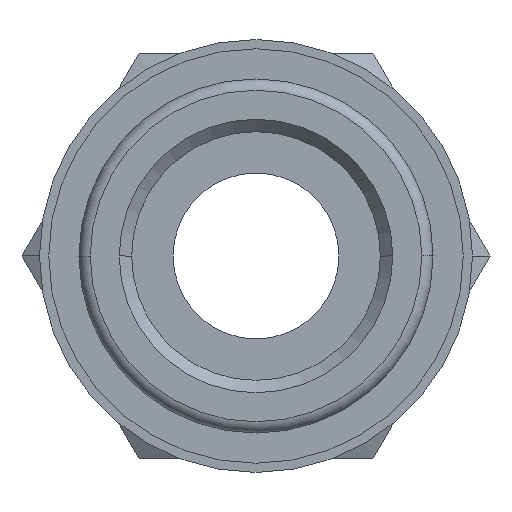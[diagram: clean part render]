
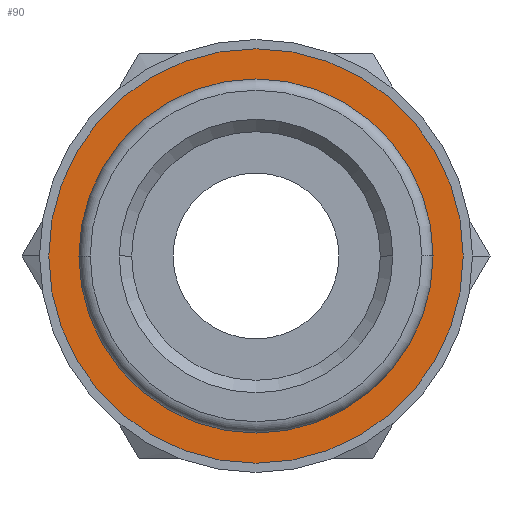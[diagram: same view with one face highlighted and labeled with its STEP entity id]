
A CAD part, front view. The second image highlights one B-rep face of the part: STEP entity #90.
In plain terms, the highlighted planar face has unit normal (0, -1, 0).
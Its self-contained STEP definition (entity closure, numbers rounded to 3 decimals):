
#90=ADVANCED_FACE('',(#234,#235),#236,.T.);
#234=FACE_BOUND('',#437,.T.);
#235=FACE_OUTER_BOUND('',#438,.T.);
#236=PLANE('',#439);
#437=EDGE_LOOP('',(#645,#646,#647));
#438=EDGE_LOOP('',(#648,#649));
#439=AXIS2_PLACEMENT_3D('',#650,#651,#652);
#645=ORIENTED_EDGE('',*,*,#1145,.T.);
#646=ORIENTED_EDGE('',*,*,#1146,.T.);
#647=ORIENTED_EDGE('',*,*,#1147,.T.);
#648=ORIENTED_EDGE('',*,*,#1148,.F.);
#649=ORIENTED_EDGE('',*,*,#1149,.F.);
#650=CARTESIAN_POINT('',(5.625,3.6,0.0));
#651=DIRECTION('',(-0.0,-1.0,-0.0));
#652=DIRECTION('',(-1.0,0.0,0.0));
#1145=EDGE_CURVE('',#1346,#1347,#1348,.T.);
#1146=EDGE_CURVE('',#1347,#1349,#1350,.T.);
#1147=EDGE_CURVE('',#1349,#1346,#1351,.T.);
#1148=EDGE_CURVE('',#1352,#1353,#1354,.T.);
#1149=EDGE_CURVE('',#1353,#1352,#1355,.T.);
#1346=VERTEX_POINT('',#1660);
#1347=VERTEX_POINT('',#1661);
#1348=CIRCLE('',#1662,9.156);
#1349=VERTEX_POINT('',#1663);
#1350=CIRCLE('',#1664,9.156);
#1351=CIRCLE('',#1665,9.156);
#1352=VERTEX_POINT('',#1666);
#1353=VERTEX_POINT('',#1667);
#1354=CIRCLE('',#1668,11.25);
#1355=CIRCLE('',#1669,11.25);
#1660=CARTESIAN_POINT('',(0.,3.6,9.156));
#1661=CARTESIAN_POINT('',(9.156,3.6,0.));
#1662=AXIS2_PLACEMENT_3D('',#2173,#2174,#2175);
#1663=CARTESIAN_POINT('',(-9.156,3.6,0.));
#1664=AXIS2_PLACEMENT_3D('',#2176,#2177,#2178);
#1665=AXIS2_PLACEMENT_3D('',#2179,#2180,#2181);
#1666=CARTESIAN_POINT('',(11.25,3.6,0.0));
#1667=CARTESIAN_POINT('',(-11.25,3.6,0.));
#1668=AXIS2_PLACEMENT_3D('',#2182,#2183,#2184);
#1669=AXIS2_PLACEMENT_3D('',#2185,#2186,#2187);
#2173=CARTESIAN_POINT('',(0.0,3.6,0.0));
#2174=DIRECTION('',(0.0,1.0,0.0));
#2175=DIRECTION('',(0.0,0.0,-1.0));
#2176=CARTESIAN_POINT('',(0.0,3.6,0.0));
#2177=DIRECTION('',(0.0,1.0,0.0));
#2178=DIRECTION('',(0.0,0.0,-1.0));
#2179=CARTESIAN_POINT('',(0.0,3.6,0.0));
#2180=DIRECTION('',(0.0,1.0,0.0));
#2181=DIRECTION('',(0.0,0.0,-1.0));
#2182=CARTESIAN_POINT('',(0.0,3.6,0.0));
#2183=DIRECTION('',(-0.0,1.0,0.0));
#2184=DIRECTION('',(1.0,0.0,0.0));
#2185=CARTESIAN_POINT('',(0.0,3.6,0.0));
#2186=DIRECTION('',(-0.0,1.0,0.0));
#2187=DIRECTION('',(1.0,0.0,0.0));
